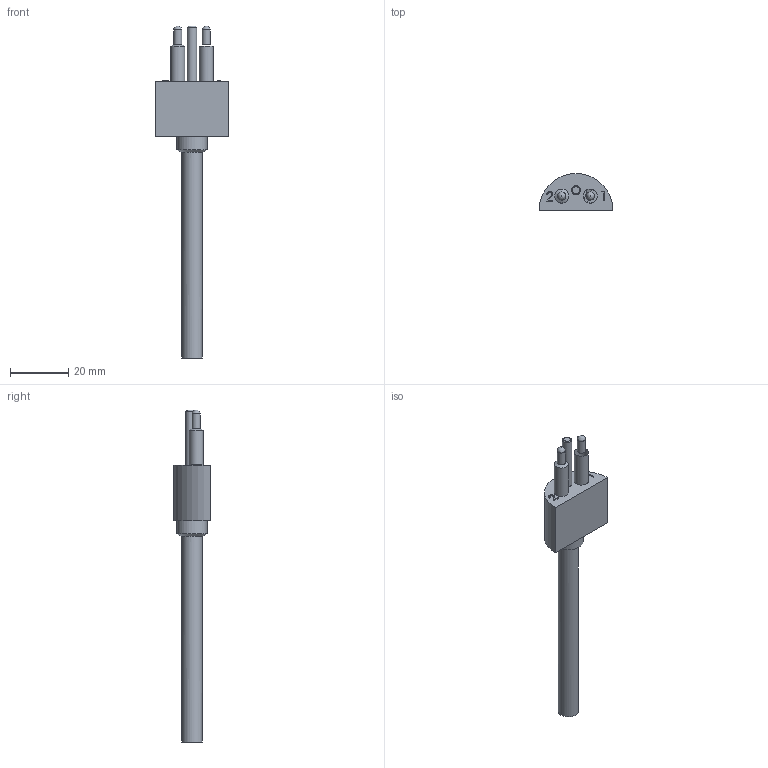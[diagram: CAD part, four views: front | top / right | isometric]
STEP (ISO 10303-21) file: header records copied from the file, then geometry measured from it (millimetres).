
FILE_DESCRIPTION(/* description */ (''),/* implementation_level */ '2;1');
FILE_NAME(/* name */ 'DCS2M-1.stp',/* time_stamp */ '2021-11-01T08:42:28+01:00',/* author */ ('sh'),/* organization */ (''),/* preprocessor_version */ 'ST-DEVELOPER v17.2',/* originating_system */ 'Autodesk Inventor 2019',/* authorisation */ '');
FILE_SCHEMA (('AUTOMOTIVE_DESIGN { 1 0 10303 214 3 1 1 }'));
Length unit declared in the file: millimetre
Products named in the file (1): 01202520
Bounding box: 25.4 x 12.7 x 114.3 mm (x, y, z)
Volume: 8656.2 mm3; surface area: 4121.5 mm2
Topology: 1 solids, 1 shells, 44 faces, 111 edges, 78 vertices
Faces by surface type: plane 24, cylinder 8, bspline 8, cone 4
Full cylindrical faces by diameter (mm): 2.779 x2, 3.175 x1, 4.826 x2, 6.985 x1, 10.414 x1
Entity records: 1829 total; most frequent: CARTESIAN_POINT 692, ORIENTED_EDGE 222, DIRECTION 215, EDGE_CURVE 111, AXIS2_PLACEMENT_3D 79, VERTEX_POINT 78, LINE 57, VECTOR 57
